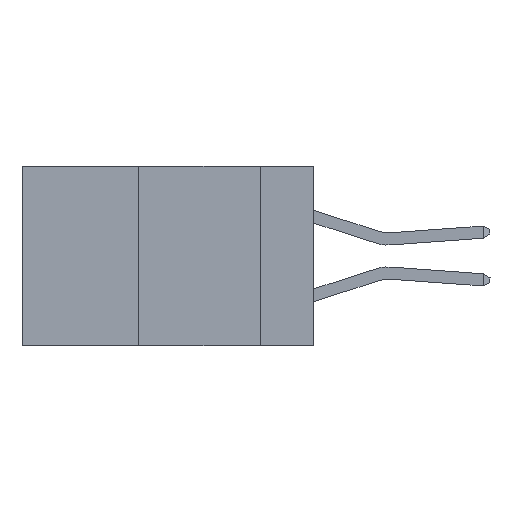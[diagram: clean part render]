
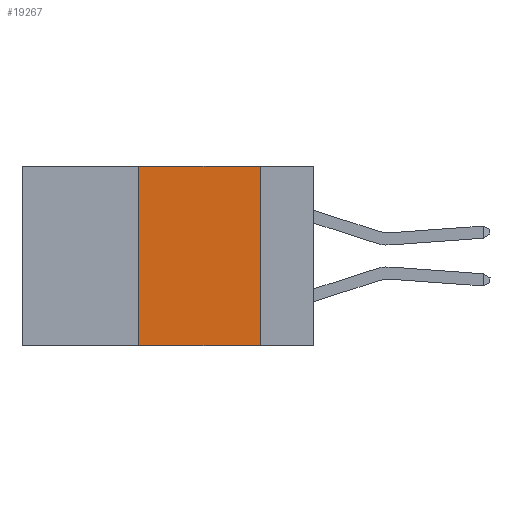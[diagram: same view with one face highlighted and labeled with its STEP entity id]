
A CAD part, left-side view. The second image highlights one B-rep face of the part: STEP entity #19267.
In plain terms, the highlighted planar face has unit normal (-1, 0, 0).
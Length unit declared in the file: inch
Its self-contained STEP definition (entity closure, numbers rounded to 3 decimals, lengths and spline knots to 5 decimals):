
#12 = VECTOR ( 'NONE', #15415, 39.37008 ) ;
#19 = LINE ( 'NONE', #14272, #17084 ) ;
#218 = CARTESIAN_POINT ( 'NONE',  ( 0., 0.6, 0. ) ) ;
#1069 = EDGE_CURVE ( 'NONE', #15189, #16874, #13175, .T. ) ;
#1211 = LINE ( 'NONE', #218, #13899 ) ;
#1858 = DIRECTION ( 'NONE',  ( 1., 0., 0. ) ) ;
#2814 = CARTESIAN_POINT ( 'NONE',  ( 0., 0.36, 0. ) ) ;
#3900 = CARTESIAN_POINT ( 'NONE',  ( 0., 0.11, -0.37 ) ) ;
#4899 = ORIENTED_EDGE ( 'NONE', *, *, #6738, .T. ) ;
#6738 = EDGE_CURVE ( 'NONE', #15189, #8885, #12166, .T. ) ;
#8798 = VECTOR ( 'NONE', #18538, 39.37008 ) ;
#8885 = VERTEX_POINT ( 'NONE', #3900 ) ;
#10115 = CARTESIAN_POINT ( 'NONE',  ( 0., 0.6, 0. ) ) ;
#11768 = PLANE ( 'NONE',  #18776 ) ;
#11813 = DIRECTION ( 'NONE',  ( 0., -1., 0. ) ) ;
#12166 = LINE ( 'NONE', #13744, #12 ) ;
#12384 = EDGE_CURVE ( 'NONE', #16874, #16316, #1211, .T. ) ;
#13175 = LINE ( 'NONE', #17668, #8798 ) ;
#13410 = DIRECTION ( 'NONE',  ( 0., 0., -1. ) ) ;
#13744 = CARTESIAN_POINT ( 'NONE',  ( 0., 0.6, -0.37 ) ) ;
#13899 = VECTOR ( 'NONE', #11813, 39.37008 ) ;
#14272 = CARTESIAN_POINT ( 'NONE',  ( 0., 0.11, 0. ) ) ;
#14772 = ORIENTED_EDGE ( 'NONE', *, *, #1069, .F. ) ;
#15034 = CARTESIAN_POINT ( 'NONE',  ( 0., 0.36, -0.37 ) ) ;
#15189 = VERTEX_POINT ( 'NONE', #15034 ) ;
#15415 = DIRECTION ( 'NONE',  ( 0., -1., 0. ) ) ;
#16174 = EDGE_CURVE ( 'NONE', #16316, #8885, #19, .T. ) ;
#16316 = VERTEX_POINT ( 'NONE', #21308 ) ;
#16874 = VERTEX_POINT ( 'NONE', #2814 ) ;
#17033 = ORIENTED_EDGE ( 'NONE', *, *, #16174, .F. ) ;
#17084 = VECTOR ( 'NONE', #17680, 39.37008 ) ;
#17668 = CARTESIAN_POINT ( 'NONE',  ( 0., 0.36, 0. ) ) ;
#17680 = DIRECTION ( 'NONE',  ( 0., 0., -1. ) ) ;
#18409 = EDGE_LOOP ( 'NONE', ( #17033, #20449, #14772, #4899 ) ) ;
#18538 = DIRECTION ( 'NONE',  ( 0., 0., 1. ) ) ;
#18776 = AXIS2_PLACEMENT_3D ( 'NONE', #10115, #1858, #13410 ) ;
#19267 = ADVANCED_FACE ( 'NONE', ( #20921 ), #11768, .F. ) ;
#20449 = ORIENTED_EDGE ( 'NONE', *, *, #12384, .F. ) ;
#20921 = FACE_OUTER_BOUND ( 'NONE', #18409, .T. ) ;
#21308 = CARTESIAN_POINT ( 'NONE',  ( 0., 0.11, 0. ) ) ;
